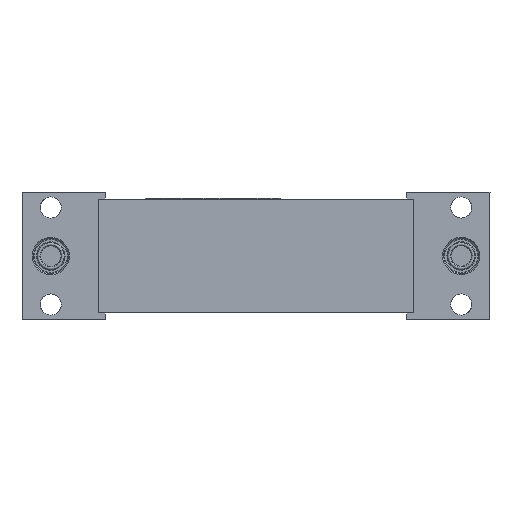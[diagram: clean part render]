
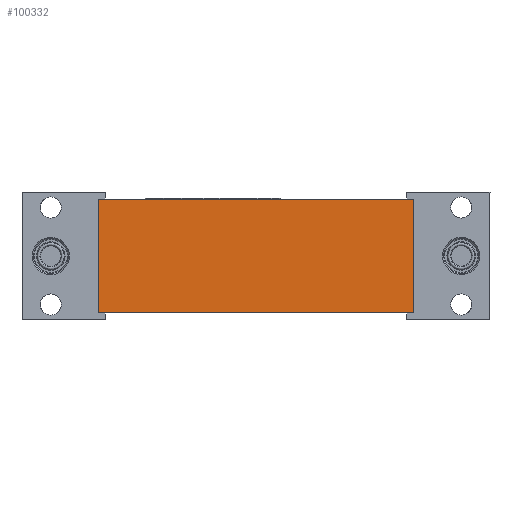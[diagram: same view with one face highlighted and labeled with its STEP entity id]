
A CAD part, front view. The second image highlights one B-rep face of the part: STEP entity #100332.
In plain terms, the highlighted planar face has unit normal (0, -1, 0).
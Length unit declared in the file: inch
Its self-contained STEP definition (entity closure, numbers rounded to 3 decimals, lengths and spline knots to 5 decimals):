
#1688 = DIRECTION ( 'NONE',  ( 1., 0., 0. ) ) ;
#2090 = CARTESIAN_POINT ( 'NONE',  ( -0.37853, -0.92225, -0.5 ) ) ;
#8428 = CARTESIAN_POINT ( 'NONE',  ( 2.40864, -0.92225, -0.5 ) ) ;
#8698 = CARTESIAN_POINT ( 'NONE',  ( -0.37853, -0.92225, 0.47244 ) ) ;
#10786 = VECTOR ( 'NONE', #55994, 39.37008 ) ;
#13827 = EDGE_CURVE ( 'NONE', #60863, #38410, #40388, .T. ) ;
#21072 = CARTESIAN_POINT ( 'NONE',  ( 2.40864, -0.92225, 0.5 ) ) ;
#33368 = CARTESIAN_POINT ( 'NONE',  ( -0.37853, -0.92225, 0.5 ) ) ;
#33508 = EDGE_CURVE ( 'NONE', #62874, #60863, #73493, .T. ) ;
#33834 = VERTEX_POINT ( 'NONE', #21072 ) ;
#38410 = VERTEX_POINT ( 'NONE', #33368 ) ;
#39984 = EDGE_CURVE ( 'NONE', #38410, #33834, #94680, .T. ) ;
#40388 = LINE ( 'NONE', #8698, #77503 ) ;
#42321 = CARTESIAN_POINT ( 'NONE',  ( 2.40864, -0.92225, -0.5 ) ) ;
#43764 = AXIS2_PLACEMENT_3D ( 'NONE', #96561, #49224, #1688 ) ;
#48244 = ORIENTED_EDGE ( 'NONE', *, *, #33508, .F. ) ;
#49224 = DIRECTION ( 'NONE',  ( 0., 1., 0. ) ) ;
#49967 = VECTOR ( 'NONE', #71092, 39.37008 ) ;
#52690 = VECTOR ( 'NONE', #100366, 39.37008 ) ;
#55994 = DIRECTION ( 'NONE',  ( 0., 0., -1. ) ) ;
#56111 = EDGE_CURVE ( 'NONE', #33834, #62874, #95029, .T. ) ;
#56928 = DIRECTION ( 'NONE',  ( 0., 0., 1. ) ) ;
#60863 = VERTEX_POINT ( 'NONE', #2090 ) ;
#61037 = CARTESIAN_POINT ( 'NONE',  ( 2.40864, -0.92225, 0.5 ) ) ;
#62874 = VERTEX_POINT ( 'NONE', #42321 ) ;
#67915 = ORIENTED_EDGE ( 'NONE', *, *, #56111, .F. ) ;
#71092 = DIRECTION ( 'NONE',  ( -1., 0., 0. ) ) ;
#73493 = LINE ( 'NONE', #102489, #49967 ) ;
#74600 = ORIENTED_EDGE ( 'NONE', *, *, #39984, .F. ) ;
#76585 = ORIENTED_EDGE ( 'NONE', *, *, #13827, .F. ) ;
#77503 = VECTOR ( 'NONE', #56928, 39.37008 ) ;
#81635 = PLANE ( 'NONE',  #43764 ) ;
#86229 = EDGE_LOOP ( 'NONE', ( #67915, #74600, #76585, #48244 ) ) ;
#94680 = LINE ( 'NONE', #61037, #52690 ) ;
#95029 = LINE ( 'NONE', #8428, #10786 ) ;
#96561 = CARTESIAN_POINT ( 'NONE',  ( 2.32321, -0.92225, -0.5 ) ) ;
#100332 = ADVANCED_FACE ( 'NONE', ( #101785 ), #81635, .F. ) ;
#100366 = DIRECTION ( 'NONE',  ( 1., 0., 0. ) ) ;
#101785 = FACE_OUTER_BOUND ( 'NONE', #86229, .T. ) ;
#102489 = CARTESIAN_POINT ( 'NONE',  ( -0.00553, -0.92225, -0.5 ) ) ;
